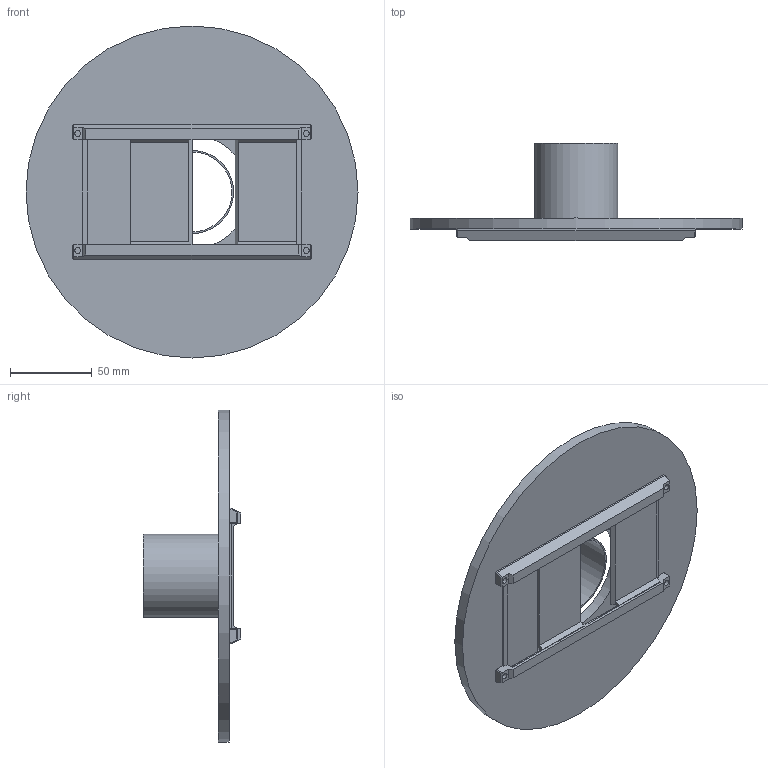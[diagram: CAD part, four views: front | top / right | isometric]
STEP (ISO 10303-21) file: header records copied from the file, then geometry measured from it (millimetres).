
FILE_DESCRIPTION(/* description */ (''),/* implementation_level */ '2;1');
FILE_NAME(/* name */ 'gate 2.stp',/* time_stamp */ '2020-11-27T02:01:12-05:00',/* author */ ('user'),/* organization */ (''),/* preprocessor_version */ 'ST-DEVELOPER v18',/* originating_system */ 'Autodesk Inventor 2020',/* authorisation */ '');
FILE_SCHEMA (('AUTOMOTIVE_DESIGN { 1 0 10303 214 3 1 1 }'));
Length unit declared in the file: millimetre
Products named in the file (5): gate 2; bottom cover; core dummy; gate guide; semigate
Assembly tree (5 placements, depth 2):
  gate 2
    bottom cover
    core dummy
    semigate  x2
    gate guide
Bounding box: 203.2 x 59.8 x 203.2 mm (x, y, z)
Volume: 220777.3 mm3; surface area: 101852 mm2
Topology: 5 solids, 5 shells, 137 faces, 404 edges, 264 vertices
Faces by surface type: plane 129, cylinder 8
Full cylindrical faces by diameter (mm): 3.6 x4, 49 x1, 51 x1, 69.5 x1, 203.2 x1
Entity records: 3585 total; most frequent: CARTESIAN_POINT 604, ORIENTED_EDGE 592, DIRECTION 548, EDGE_CURVE 296, LINE 272, VECTOR 272, VERTEX_POINT 194, AXIS2_PLACEMENT_3D 138
